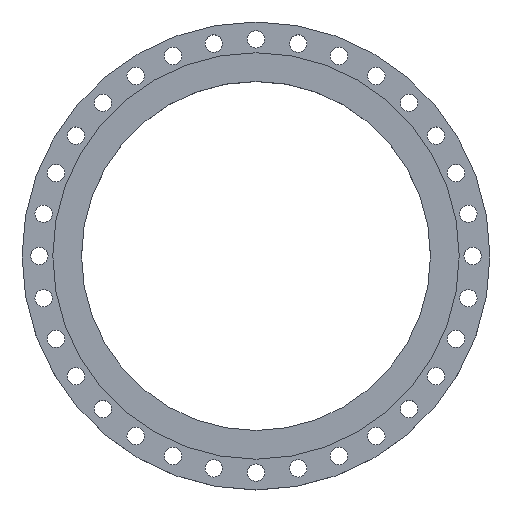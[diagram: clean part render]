
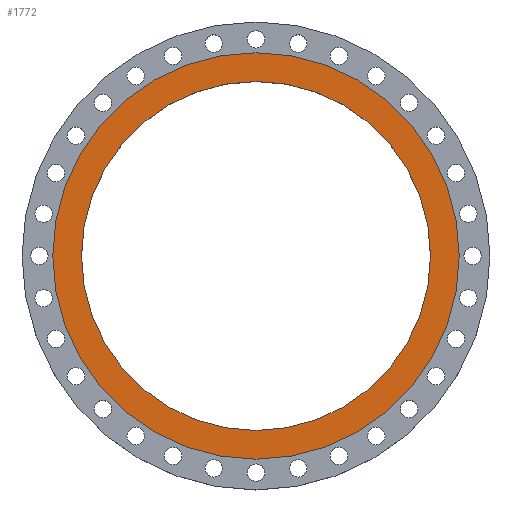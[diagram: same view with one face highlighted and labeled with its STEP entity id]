
A CAD part, top view. The second image highlights one B-rep face of the part: STEP entity #1772.
In plain terms, the highlighted planar face has unit normal (0, 0, 1).
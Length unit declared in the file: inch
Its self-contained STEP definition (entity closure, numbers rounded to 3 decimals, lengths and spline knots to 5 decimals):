
#28 = DIRECTION ( 'NONE',  ( 1., 0., 0. ) ) ;
#66 = CARTESIAN_POINT ( 'NONE',  ( 19., 0., 0. ) ) ;
#158 = FACE_BOUND ( 'NONE', #1651, .T. ) ;
#346 = PLANE ( 'NONE',  #2748 ) ;
#383 = DIRECTION ( 'NONE',  ( 0., 0., 1. ) ) ;
#389 = AXIS2_PLACEMENT_3D ( 'NONE', #2632, #383, #878 ) ;
#400 = EDGE_LOOP ( 'NONE', ( #1858, #2198 ) ) ;
#476 = DIRECTION ( 'NONE',  ( 0., 0., 1. ) ) ;
#549 = VERTEX_POINT ( 'NONE', #2521 ) ;
#594 = ORIENTED_EDGE ( 'NONE', *, *, #1750, .F. ) ;
#643 = CARTESIAN_POINT ( 'NONE',  ( 0., 0., 0. ) ) ;
#726 = EDGE_CURVE ( 'NONE', #1773, #1899, #2458, .T. ) ;
#786 = AXIS2_PLACEMENT_3D ( 'NONE', #643, #1543, #1527 ) ;
#799 = AXIS2_PLACEMENT_3D ( 'NONE', #910, #2246, #28 ) ;
#847 = CIRCLE ( 'NONE', #799, 16.3125 ) ;
#878 = DIRECTION ( 'NONE',  ( 1., 0., 0. ) ) ;
#908 = DIRECTION ( 'NONE',  ( 1., 0., 0. ) ) ;
#910 = CARTESIAN_POINT ( 'NONE',  ( 0., 0., 0. ) ) ;
#958 = CARTESIAN_POINT ( 'NONE',  ( 0., 0., 0. ) ) ;
#1006 = VERTEX_POINT ( 'NONE', #66 ) ;
#1008 = EDGE_CURVE ( 'NONE', #549, #1006, #2322, .T. ) ;
#1074 = AXIS2_PLACEMENT_3D ( 'NONE', #958, #476, #908 ) ;
#1163 = CARTESIAN_POINT ( 'NONE',  ( 0., 16.3125, 0. ) ) ;
#1217 = FACE_OUTER_BOUND ( 'NONE', #400, .T. ) ;
#1527 = DIRECTION ( 'NONE',  ( 1., 0., 0. ) ) ;
#1543 = DIRECTION ( 'NONE',  ( 0., 0., 1. ) ) ;
#1651 = EDGE_LOOP ( 'NONE', ( #594, #2308 ) ) ;
#1750 = EDGE_CURVE ( 'NONE', #1899, #1773, #847, .T. ) ;
#1772 = ADVANCED_FACE ( 'NONE', ( #158, #1217 ), #346, .F. ) ;
#1773 = VERTEX_POINT ( 'NONE', #2821 ) ;
#1858 = ORIENTED_EDGE ( 'NONE', *, *, #2785, .T. ) ;
#1899 = VERTEX_POINT ( 'NONE', #2628 ) ;
#2198 = ORIENTED_EDGE ( 'NONE', *, *, #1008, .T. ) ;
#2246 = DIRECTION ( 'NONE',  ( 0., 0., 1. ) ) ;
#2308 = ORIENTED_EDGE ( 'NONE', *, *, #726, .F. ) ;
#2322 = CIRCLE ( 'NONE', #1074, 19. ) ;
#2458 = CIRCLE ( 'NONE', #786, 16.3125 ) ;
#2521 = CARTESIAN_POINT ( 'NONE',  ( -19., 0., 0. ) ) ;
#2550 = DIRECTION ( 'NONE',  ( 0., 0., -1. ) ) ;
#2628 = CARTESIAN_POINT ( 'NONE',  ( 16.3125, 0., 0. ) ) ;
#2632 = CARTESIAN_POINT ( 'NONE',  ( 0., 0., 0. ) ) ;
#2748 = AXIS2_PLACEMENT_3D ( 'NONE', #1163, #2550, #2807 ) ;
#2785 = EDGE_CURVE ( 'NONE', #1006, #549, #2853, .T. ) ;
#2807 = DIRECTION ( 'NONE',  ( -1., 0., 0. ) ) ;
#2821 = CARTESIAN_POINT ( 'NONE',  ( -16.3125, 0., 0. ) ) ;
#2853 = CIRCLE ( 'NONE', #389, 19. ) ;
